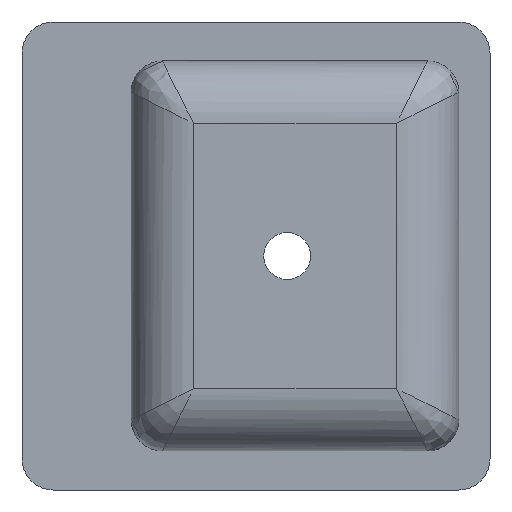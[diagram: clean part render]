
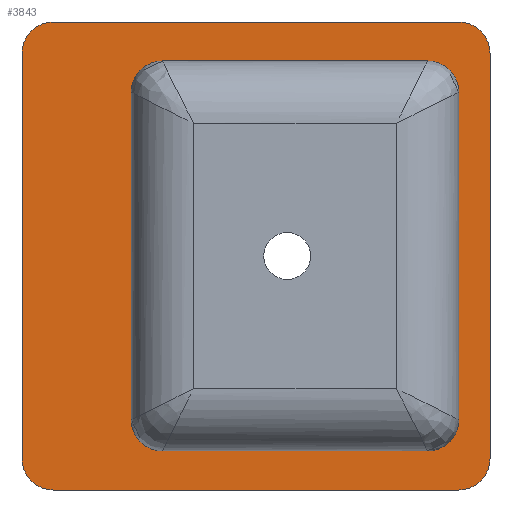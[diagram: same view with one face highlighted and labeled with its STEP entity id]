
A CAD part, front view. The second image highlights one B-rep face of the part: STEP entity #3843.
In plain terms, the highlighted planar face has unit normal (0, -1, 0).
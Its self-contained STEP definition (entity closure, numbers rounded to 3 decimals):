
#2510 = VERTEX_POINT('',#2511);
#2511 = CARTESIAN_POINT('',(190.5,0.,165.1));
#2517 = EDGE_CURVE('',#2510,#2518,#2520,.T.);
#2518 = VERTEX_POINT('',#2519);
#2519 = CARTESIAN_POINT('',(190.5,0.,-165.1));
#2520 = LINE('',#2521,#2522);
#2521 = CARTESIAN_POINT('',(190.5,0.,165.1));
#2522 = VECTOR('',#2523,1.);
#2523 = DIRECTION('',(0.,0.,-1.));
#2541 = VERTEX_POINT('',#2542);
#2542 = CARTESIAN_POINT('',(165.1,0.,190.5));
#2548 = EDGE_CURVE('',#2541,#2510,#2549,.T.);
#2549 = CIRCLE('',#2550,25.4);
#2550 = AXIS2_PLACEMENT_3D('',#2551,#2552,#2553);
#2551 = CARTESIAN_POINT('',(165.1,0.,165.1));
#2552 = DIRECTION('',(0.,1.,0.));
#2553 = DIRECTION('',(0.,-0.,1.));
#2566 = VERTEX_POINT('',#2567);
#2567 = CARTESIAN_POINT('',(-165.1,0.,190.5));
#2573 = EDGE_CURVE('',#2566,#2541,#2574,.T.);
#2574 = LINE('',#2575,#2576);
#2575 = CARTESIAN_POINT('',(-165.1,0.,190.5));
#2576 = VECTOR('',#2577,1.);
#2577 = DIRECTION('',(1.,0.,0.));
#2590 = VERTEX_POINT('',#2591);
#2591 = CARTESIAN_POINT('',(-190.5,0.,165.1));
#2597 = EDGE_CURVE('',#2590,#2566,#2598,.T.);
#2598 = CIRCLE('',#2599,25.4);
#2599 = AXIS2_PLACEMENT_3D('',#2600,#2601,#2602);
#2600 = CARTESIAN_POINT('',(-165.1,0.,165.1));
#2601 = DIRECTION('',(0.,1.,0.));
#2602 = DIRECTION('',(-1.,0.,0.));
#3547 = VERTEX_POINT('',#3548);
#3548 = CARTESIAN_POINT('',(-76.2,0.,-158.75));
#3554 = EDGE_CURVE('',#3555,#3547,#3557,.T.);
#3555 = VERTEX_POINT('',#3556);
#3556 = CARTESIAN_POINT('',(139.7,0.,-158.75));
#3557 = LINE('',#3558,#3559);
#3558 = CARTESIAN_POINT('',(-38.1,0.,-158.75));
#3559 = VECTOR('',#3560,1.);
#3560 = DIRECTION('',(-1.,0.,0.));
#3578 = VERTEX_POINT('',#3579);
#3579 = CARTESIAN_POINT('',(-101.6,0.,-133.35));
#3585 = EDGE_CURVE('',#3547,#3578,#3586,.T.);
#3586 = CIRCLE('',#3587,25.4);
#3587 = AXIS2_PLACEMENT_3D('',#3588,#3589,#3590);
#3588 = CARTESIAN_POINT('',(-76.2,0.,-133.35));
#3589 = DIRECTION('',(0.,1.,0.));
#3590 = DIRECTION('',(0.,0.,-1.));
#3603 = VERTEX_POINT('',#3604);
#3604 = CARTESIAN_POINT('',(-101.6,0.,133.35));
#3610 = EDGE_CURVE('',#3578,#3603,#3611,.T.);
#3611 = LINE('',#3612,#3613);
#3612 = CARTESIAN_POINT('',(-101.6,0.,66.675));
#3613 = VECTOR('',#3614,1.);
#3614 = DIRECTION('',(0.,0.,1.));
#3627 = VERTEX_POINT('',#3628);
#3628 = CARTESIAN_POINT('',(-76.2,0.,158.75));
#3634 = EDGE_CURVE('',#3603,#3627,#3635,.T.);
#3635 = CIRCLE('',#3636,25.4);
#3636 = AXIS2_PLACEMENT_3D('',#3637,#3638,#3639);
#3637 = CARTESIAN_POINT('',(-76.2,0.,133.35));
#3638 = DIRECTION('',(0.,1.,0.));
#3639 = DIRECTION('',(-1.,0.,0.));
#3667 = EDGE_CURVE('',#3668,#3555,#3670,.T.);
#3668 = VERTEX_POINT('',#3669);
#3669 = CARTESIAN_POINT('',(165.1,0.,-133.35));
#3670 = CIRCLE('',#3671,25.4);
#3671 = AXIS2_PLACEMENT_3D('',#3672,#3673,#3674);
#3672 = CARTESIAN_POINT('',(139.7,0.,-133.35));
#3673 = DIRECTION('',(-0.,1.,0.));
#3674 = DIRECTION('',(1.,0.,0.));
#3692 = EDGE_CURVE('',#3693,#3668,#3695,.T.);
#3693 = VERTEX_POINT('',#3694);
#3694 = CARTESIAN_POINT('',(165.1,0.,133.35));
#3695 = LINE('',#3696,#3697);
#3696 = CARTESIAN_POINT('',(165.1,0.,-66.675));
#3697 = VECTOR('',#3698,1.);
#3698 = DIRECTION('',(0.,0.,-1.));
#3716 = VERTEX_POINT('',#3717);
#3717 = CARTESIAN_POINT('',(139.7,0.,158.75));
#3723 = EDGE_CURVE('',#3627,#3716,#3724,.T.);
#3724 = LINE('',#3725,#3726);
#3725 = CARTESIAN_POINT('',(69.85,0.,158.75));
#3726 = VECTOR('',#3727,1.);
#3727 = DIRECTION('',(1.,0.,0.));
#3740 = EDGE_CURVE('',#3716,#3693,#3741,.T.);
#3741 = CIRCLE('',#3742,25.4);
#3742 = AXIS2_PLACEMENT_3D('',#3743,#3744,#3745);
#3743 = CARTESIAN_POINT('',(139.7,0.,133.35));
#3744 = DIRECTION('',(0.,1.,0.));
#3745 = DIRECTION('',(0.,-0.,1.));
#3758 = VERTEX_POINT('',#3759);
#3759 = CARTESIAN_POINT('',(-190.5,0.,-165.1));
#3765 = EDGE_CURVE('',#3758,#2590,#3766,.T.);
#3766 = LINE('',#3767,#3768);
#3767 = CARTESIAN_POINT('',(-190.5,0.,-165.1));
#3768 = VECTOR('',#3769,1.);
#3769 = DIRECTION('',(0.,0.,1.));
#3782 = VERTEX_POINT('',#3783);
#3783 = CARTESIAN_POINT('',(-165.1,0.,-190.5));
#3789 = EDGE_CURVE('',#3782,#3758,#3790,.T.);
#3790 = CIRCLE('',#3791,25.4);
#3791 = AXIS2_PLACEMENT_3D('',#3792,#3793,#3794);
#3792 = CARTESIAN_POINT('',(-165.1,0.,-165.1));
#3793 = DIRECTION('',(0.,1.,0.));
#3794 = DIRECTION('',(0.,0.,-1.));
#3807 = VERTEX_POINT('',#3808);
#3808 = CARTESIAN_POINT('',(165.1,0.,-190.5));
#3814 = EDGE_CURVE('',#3807,#3782,#3815,.T.);
#3815 = LINE('',#3816,#3817);
#3816 = CARTESIAN_POINT('',(165.1,0.,-190.5));
#3817 = VECTOR('',#3818,1.);
#3818 = DIRECTION('',(-1.,0.,0.));
#3831 = EDGE_CURVE('',#2518,#3807,#3832,.T.);
#3832 = CIRCLE('',#3833,25.4);
#3833 = AXIS2_PLACEMENT_3D('',#3834,#3835,#3836);
#3834 = CARTESIAN_POINT('',(165.1,0.,-165.1));
#3835 = DIRECTION('',(0.,1.,0.));
#3836 = DIRECTION('',(1.,-0.,0.));
#3843 = ADVANCED_FACE('',(#3844,#3854),#3864,.F.);
#3844 = FACE_BOUND('',#3845,.T.);
#3845 = EDGE_LOOP('',(#3846,#3847,#3848,#3849,#3850,#3851,#3852,#3853));
#3846 = ORIENTED_EDGE('',*,*,#2548,.F.);
#3847 = ORIENTED_EDGE('',*,*,#2573,.F.);
#3848 = ORIENTED_EDGE('',*,*,#2597,.F.);
#3849 = ORIENTED_EDGE('',*,*,#3765,.F.);
#3850 = ORIENTED_EDGE('',*,*,#3789,.F.);
#3851 = ORIENTED_EDGE('',*,*,#3814,.F.);
#3852 = ORIENTED_EDGE('',*,*,#3831,.F.);
#3853 = ORIENTED_EDGE('',*,*,#2517,.F.);
#3854 = FACE_BOUND('',#3855,.T.);
#3855 = EDGE_LOOP('',(#3856,#3857,#3858,#3859,#3860,#3861,#3862,#3863));
#3856 = ORIENTED_EDGE('',*,*,#3692,.T.);
#3857 = ORIENTED_EDGE('',*,*,#3667,.T.);
#3858 = ORIENTED_EDGE('',*,*,#3554,.T.);
#3859 = ORIENTED_EDGE('',*,*,#3585,.T.);
#3860 = ORIENTED_EDGE('',*,*,#3610,.T.);
#3861 = ORIENTED_EDGE('',*,*,#3634,.T.);
#3862 = ORIENTED_EDGE('',*,*,#3723,.T.);
#3863 = ORIENTED_EDGE('',*,*,#3740,.T.);
#3864 = PLANE('',#3865);
#3865 = AXIS2_PLACEMENT_3D('',#3866,#3867,#3868);
#3866 = CARTESIAN_POINT('',(0.,0.,0.));
#3867 = DIRECTION('',(0.,1.,0.));
#3868 = DIRECTION('',(0.,-0.,1.));
